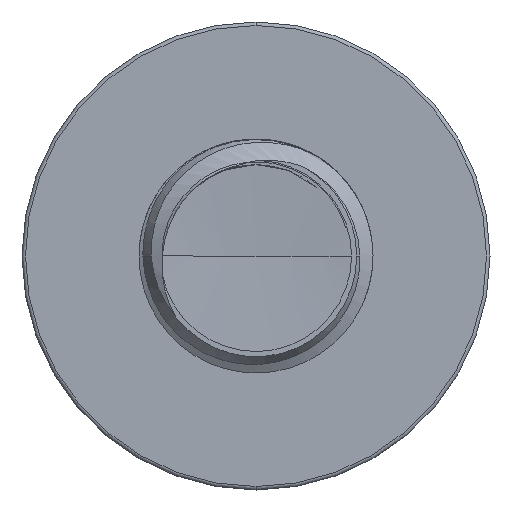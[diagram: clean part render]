
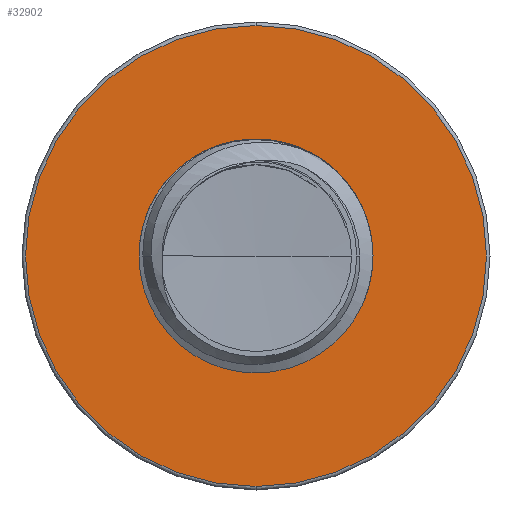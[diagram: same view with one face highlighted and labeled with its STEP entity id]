
A CAD part, front view. The second image highlights one B-rep face of the part: STEP entity #32902.
In plain terms, the highlighted planar face has unit normal (0, -1, 0).
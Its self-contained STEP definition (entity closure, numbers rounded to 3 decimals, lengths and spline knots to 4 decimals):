
#1428 = CARTESIAN_POINT ( 'NONE',  ( 0., 11., -1.2028 ) ) ;
#2660 = EDGE_CURVE ( 'NONE', #29466, #26183, #11171, .T. ) ;
#3921 = DIRECTION ( 'NONE',  ( 0., -1., 0. ) ) ;
#4834 = CARTESIAN_POINT ( 'NONE',  ( 0., 11., 1.2028 ) ) ;
#4854 = EDGE_LOOP ( 'NONE', ( #13136, #39569 ) ) ;
#5725 = CIRCLE ( 'NONE', #36838, 1.2028 ) ;
#5728 = AXIS2_PLACEMENT_3D ( 'NONE', #25003, #5877, #28031 ) ;
#5877 = DIRECTION ( 'NONE',  ( 0., -1., 0. ) ) ;
#6634 = DIRECTION ( 'NONE',  ( 0., 0., -1. ) ) ;
#7350 = AXIS2_PLACEMENT_3D ( 'NONE', #36686, #18287, #39649 ) ;
#11171 = CIRCLE ( 'NONE', #37623, 2.4625 ) ;
#12177 = DIRECTION ( 'NONE',  ( 0., -1., 0. ) ) ;
#13136 = ORIENTED_EDGE ( 'NONE', *, *, #24478, .F. ) ;
#13617 = AXIS2_PLACEMENT_3D ( 'NONE', #23086, #3921, #26152 ) ;
#15105 = PLANE ( 'NONE',  #7350 ) ;
#18287 = DIRECTION ( 'NONE',  ( 0., -1., 0. ) ) ;
#18750 = CIRCLE ( 'NONE', #5728, 2.4625 ) ;
#20272 = CARTESIAN_POINT ( 'NONE',  ( 0., 11., -2.4625 ) ) ;
#21695 = FACE_OUTER_BOUND ( 'NONE', #26827, .T. ) ;
#23086 = CARTESIAN_POINT ( 'NONE',  ( 0., 11., 0. ) ) ;
#24478 = EDGE_CURVE ( 'NONE', #25118, #30715, #5725, .T. ) ;
#25003 = CARTESIAN_POINT ( 'NONE',  ( 0., 11., 0. ) ) ;
#25118 = VERTEX_POINT ( 'NONE', #1428 ) ;
#26152 = DIRECTION ( 'NONE',  ( 0., 0., -1. ) ) ;
#26183 = VERTEX_POINT ( 'NONE', #20272 ) ;
#26827 = EDGE_LOOP ( 'NONE', ( #28212, #28690 ) ) ;
#28031 = DIRECTION ( 'NONE',  ( 0., 0., -1. ) ) ;
#28212 = ORIENTED_EDGE ( 'NONE', *, *, #34783, .T. ) ;
#28690 = ORIENTED_EDGE ( 'NONE', *, *, #2660, .T. ) ;
#28784 = EDGE_CURVE ( 'NONE', #30715, #25118, #36520, .T. ) ;
#29466 = VERTEX_POINT ( 'NONE', #33331 ) ;
#30715 = VERTEX_POINT ( 'NONE', #4834 ) ;
#30792 = CARTESIAN_POINT ( 'NONE',  ( 0., 11., 0. ) ) ;
#32902 = ADVANCED_FACE ( 'NONE', ( #21695, #37854 ), #15105, .T. ) ;
#33331 = CARTESIAN_POINT ( 'NONE',  ( 0., 11., 2.4625 ) ) ;
#33875 = DIRECTION ( 'NONE',  ( 0., 0., -1. ) ) ;
#34783 = EDGE_CURVE ( 'NONE', #26183, #29466, #18750, .T. ) ;
#36520 = CIRCLE ( 'NONE', #13617, 1.2028 ) ;
#36686 = CARTESIAN_POINT ( 'NONE',  ( 0., 11., 1.2028 ) ) ;
#36838 = AXIS2_PLACEMENT_3D ( 'NONE', #30792, #12177, #33875 ) ;
#37466 = DIRECTION ( 'NONE',  ( 0., -1., 0. ) ) ;
#37543 = CARTESIAN_POINT ( 'NONE',  ( 0., 11., 0. ) ) ;
#37623 = AXIS2_PLACEMENT_3D ( 'NONE', #37543, #37466, #6634 ) ;
#37854 = FACE_BOUND ( 'NONE', #4854, .T. ) ;
#39569 = ORIENTED_EDGE ( 'NONE', *, *, #28784, .F. ) ;
#39649 = DIRECTION ( 'NONE',  ( 0., 0., -1. ) ) ;
